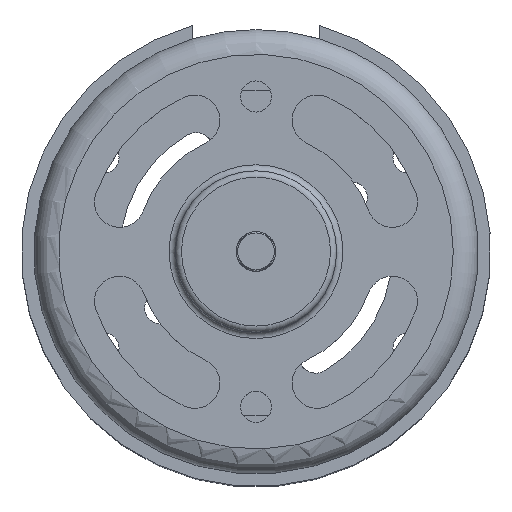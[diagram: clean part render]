
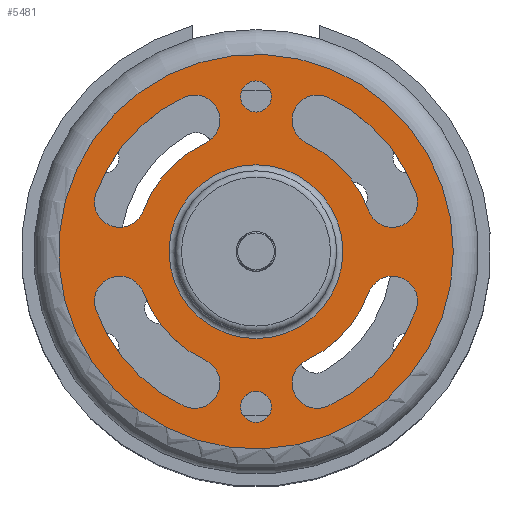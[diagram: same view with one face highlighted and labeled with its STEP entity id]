
A CAD part, top view. The second image highlights one B-rep face of the part: STEP entity #5481.
In plain terms, the highlighted planar face has unit normal (0, 0, 1).
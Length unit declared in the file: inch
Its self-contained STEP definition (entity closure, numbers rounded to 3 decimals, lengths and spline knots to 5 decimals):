
#182=FACE_BOUND('',#928,.T.);
#183=FACE_BOUND('',#929,.T.);
#184=FACE_BOUND('',#930,.T.);
#185=FACE_BOUND('',#931,.T.);
#186=FACE_BOUND('',#932,.T.);
#187=FACE_BOUND('',#933,.T.);
#188=FACE_BOUND('',#934,.T.);
#563=FACE_OUTER_BOUND('',#927,.T.);
#927=EDGE_LOOP('',(#4735));
#928=EDGE_LOOP('',(#4736,#4737,#4738,#4739));
#929=EDGE_LOOP('',(#4740,#4741,#4742,#4743));
#930=EDGE_LOOP('',(#4744));
#931=EDGE_LOOP('',(#4745));
#932=EDGE_LOOP('',(#4746,#4747,#4748,#4749));
#933=EDGE_LOOP('',(#4750,#4751,#4752,#4753));
#934=EDGE_LOOP('',(#4754));
#1997=CIRCLE('',#5817,0.38);
#1999=CIRCLE('',#5820,0.08);
#2001=CIRCLE('',#5823,0.08);
#2003=CIRCLE('',#5826,0.54);
#2005=CIRCLE('',#5829,0.38);
#2007=CIRCLE('',#5832,0.08);
#2009=CIRCLE('',#5835,0.08);
#2011=CIRCLE('',#5838,0.54);
#2013=CIRCLE('',#5841,0.04921);
#2015=CIRCLE('',#5844,0.04921);
#2017=CIRCLE('',#5847,0.54);
#2019=CIRCLE('',#5850,0.08);
#2021=CIRCLE('',#5853,0.08);
#2023=CIRCLE('',#5856,0.38);
#2025=CIRCLE('',#5859,0.38);
#2027=CIRCLE('',#5862,0.08);
#2029=CIRCLE('',#5865,0.08);
#2031=CIRCLE('',#5868,0.54);
#2101=CIRCLE('',#6006,0.62576);
#2102=CIRCLE('',#6007,0.27559);
#2416=VERTEX_POINT('',#9026);
#2417=VERTEX_POINT('',#9028);
#2419=VERTEX_POINT('',#9034);
#2421=VERTEX_POINT('',#9040);
#2424=VERTEX_POINT('',#9050);
#2425=VERTEX_POINT('',#9052);
#2427=VERTEX_POINT('',#9058);
#2429=VERTEX_POINT('',#9064);
#2431=VERTEX_POINT('',#9073);
#2433=VERTEX_POINT('',#9078);
#2436=VERTEX_POINT('',#9084);
#2437=VERTEX_POINT('',#9086);
#2439=VERTEX_POINT('',#9092);
#2441=VERTEX_POINT('',#9098);
#2444=VERTEX_POINT('',#9108);
#2445=VERTEX_POINT('',#9110);
#2447=VERTEX_POINT('',#9116);
#2449=VERTEX_POINT('',#9122);
#2559=VERTEX_POINT('',#9580);
#2560=VERTEX_POINT('',#9582);
#3085=EDGE_CURVE('',#2417,#2416,#1997,.T.);
#3089=EDGE_CURVE('',#2416,#2419,#1999,.T.);
#3091=EDGE_CURVE('',#2421,#2417,#2001,.T.);
#3094=EDGE_CURVE('',#2419,#2421,#2003,.T.);
#3097=EDGE_CURVE('',#2425,#2424,#2005,.T.);
#3101=EDGE_CURVE('',#2424,#2427,#2007,.T.);
#3103=EDGE_CURVE('',#2429,#2425,#2009,.T.);
#3106=EDGE_CURVE('',#2427,#2429,#2011,.T.);
#3108=EDGE_CURVE('',#2431,#2431,#2013,.T.);
#3110=EDGE_CURVE('',#2433,#2433,#2015,.T.);
#3113=EDGE_CURVE('',#2437,#2436,#2017,.T.);
#3117=EDGE_CURVE('',#2436,#2439,#2019,.T.);
#3119=EDGE_CURVE('',#2441,#2437,#2021,.T.);
#3122=EDGE_CURVE('',#2439,#2441,#2023,.T.);
#3125=EDGE_CURVE('',#2445,#2444,#2025,.T.);
#3129=EDGE_CURVE('',#2444,#2447,#2027,.T.);
#3131=EDGE_CURVE('',#2449,#2445,#2029,.T.);
#3134=EDGE_CURVE('',#2447,#2449,#2031,.T.);
#3306=EDGE_CURVE('',#2559,#2559,#2101,.T.);
#3307=EDGE_CURVE('',#2560,#2560,#2102,.T.);
#4735=ORIENTED_EDGE('',*,*,#3306,.F.);
#4736=ORIENTED_EDGE('',*,*,#3091,.T.);
#4737=ORIENTED_EDGE('',*,*,#3085,.T.);
#4738=ORIENTED_EDGE('',*,*,#3089,.T.);
#4739=ORIENTED_EDGE('',*,*,#3094,.T.);
#4740=ORIENTED_EDGE('',*,*,#3103,.T.);
#4741=ORIENTED_EDGE('',*,*,#3097,.T.);
#4742=ORIENTED_EDGE('',*,*,#3101,.T.);
#4743=ORIENTED_EDGE('',*,*,#3106,.T.);
#4744=ORIENTED_EDGE('',*,*,#3108,.T.);
#4745=ORIENTED_EDGE('',*,*,#3110,.T.);
#4746=ORIENTED_EDGE('',*,*,#3119,.T.);
#4747=ORIENTED_EDGE('',*,*,#3113,.T.);
#4748=ORIENTED_EDGE('',*,*,#3117,.T.);
#4749=ORIENTED_EDGE('',*,*,#3122,.T.);
#4750=ORIENTED_EDGE('',*,*,#3131,.T.);
#4751=ORIENTED_EDGE('',*,*,#3125,.T.);
#4752=ORIENTED_EDGE('',*,*,#3129,.T.);
#4753=ORIENTED_EDGE('',*,*,#3134,.T.);
#4754=ORIENTED_EDGE('',*,*,#3307,.F.);
#5182=PLANE('',#6005);
#5481=ADVANCED_FACE('',(#563,#182,#183,#184,#185,#186,#187,#188),#5182,
 .F.);
#5817=AXIS2_PLACEMENT_3D('',#9029,#6910,#6911);
#5820=AXIS2_PLACEMENT_3D('',#9036,#6918,#6919);
#5823=AXIS2_PLACEMENT_3D('',#9041,#6924,#6925);
#5826=AXIS2_PLACEMENT_3D('',#9045,#6931,#6932);
#5829=AXIS2_PLACEMENT_3D('',#9053,#6938,#6939);
#5832=AXIS2_PLACEMENT_3D('',#9060,#6946,#6947);
#5835=AXIS2_PLACEMENT_3D('',#9065,#6952,#6953);
#5838=AXIS2_PLACEMENT_3D('',#9069,#6959,#6960);
#5841=AXIS2_PLACEMENT_3D('',#9074,#6965,#6966);
#5844=AXIS2_PLACEMENT_3D('',#9079,#6971,#6972);
#5847=AXIS2_PLACEMENT_3D('',#9087,#6978,#6979);
#5850=AXIS2_PLACEMENT_3D('',#9094,#6986,#6987);
#5853=AXIS2_PLACEMENT_3D('',#9099,#6992,#6993);
#5856=AXIS2_PLACEMENT_3D('',#9103,#6999,#7000);
#5859=AXIS2_PLACEMENT_3D('',#9111,#7006,#7007);
#5862=AXIS2_PLACEMENT_3D('',#9118,#7014,#7015);
#5865=AXIS2_PLACEMENT_3D('',#9123,#7020,#7021);
#5868=AXIS2_PLACEMENT_3D('',#9127,#7027,#7028);
#6005=AXIS2_PLACEMENT_3D('',#9579,#7391,#7392);
#6006=AXIS2_PLACEMENT_3D('',#9581,#7393,#7394);
#6007=AXIS2_PLACEMENT_3D('',#9583,#7395,#7396);
#6910=DIRECTION('center_axis',(0.,0.,1.));
#6911=DIRECTION('ref_axis',(0.423,-0.906,0.));
#6918=DIRECTION('center_axis',(0.,0.,-1.));
#6919=DIRECTION('ref_axis',(-0.94,0.342,0.));
#6924=DIRECTION('center_axis',(0.,0.,-1.));
#6925=DIRECTION('ref_axis',(0.423,-0.906,0.));
#6931=DIRECTION('center_axis',(0.,0.,-1.));
#6932=DIRECTION('ref_axis',(-0.423,0.906,0.));
#6938=DIRECTION('center_axis',(0.,0.,1.));
#6939=DIRECTION('ref_axis',(0.94,0.342,0.));
#6946=DIRECTION('center_axis',(0.,0.,-1.));
#6947=DIRECTION('ref_axis',(-0.423,-0.906,0.));
#6952=DIRECTION('center_axis',(0.,0.,-1.));
#6953=DIRECTION('ref_axis',(0.94,0.342,0.));
#6959=DIRECTION('center_axis',(0.,0.,-1.));
#6960=DIRECTION('ref_axis',(-0.94,-0.342,0.));
#6965=DIRECTION('center_axis',(0.,0.,-1.));
#6966=DIRECTION('ref_axis',(-1.,0.,0.));
#6971=DIRECTION('center_axis',(0.,0.,-1.));
#6972=DIRECTION('ref_axis',(-1.,0.,0.));
#6978=DIRECTION('center_axis',(0.,0.,-1.));
#6979=DIRECTION('ref_axis',(0.94,0.342,0.));
#6986=DIRECTION('center_axis',(0.,0.,-1.));
#6987=DIRECTION('ref_axis',(-0.94,-0.342,0.));
#6992=DIRECTION('center_axis',(0.,0.,-1.));
#6993=DIRECTION('ref_axis',(0.423,0.906,0.));
#6999=DIRECTION('center_axis',(0.,0.,1.));
#7000=DIRECTION('ref_axis',(-0.94,-0.342,0.));
#7006=DIRECTION('center_axis',(0.,0.,1.));
#7007=DIRECTION('ref_axis',(-0.423,0.906,0.));
#7014=DIRECTION('center_axis',(0.,0.,-1.));
#7015=DIRECTION('ref_axis',(0.94,-0.342,0.));
#7020=DIRECTION('center_axis',(0.,0.,-1.));
#7021=DIRECTION('ref_axis',(-0.423,0.906,0.));
#7027=DIRECTION('center_axis',(0.,0.,-1.));
#7028=DIRECTION('ref_axis',(0.423,-0.906,0.));
#7391=DIRECTION('center_axis',(0.,0.,-1.));
#7392=DIRECTION('ref_axis',(-1.,0.,0.));
#7393=DIRECTION('center_axis',(0.,0.,-1.));
#7394=DIRECTION('ref_axis',(-1.,0.,0.));
#7395=DIRECTION('center_axis',(0.,0.,1.));
#7396=DIRECTION('ref_axis',(-1.,0.,0.));
#9026=CARTESIAN_POINT('',(0.35708,-0.12997,1.12));
#9028=CARTESIAN_POINT('',(0.16059,-0.3444,1.12));
#9029=CARTESIAN_POINT('Origin',(0.,0.,1.12));
#9034=CARTESIAN_POINT('',(0.50743,-0.18469,1.12));
#9036=CARTESIAN_POINT('Origin',(0.43226,-0.15733,1.12));
#9040=CARTESIAN_POINT('',(0.22821,-0.48941,1.12));
#9041=CARTESIAN_POINT('Origin',(0.1944,-0.4169,1.12));
#9045=CARTESIAN_POINT('Origin',(0.,0.,1.12));
#9050=CARTESIAN_POINT('',(0.16059,0.3444,1.12));
#9052=CARTESIAN_POINT('',(0.35708,0.12997,1.12));
#9053=CARTESIAN_POINT('Origin',(0.,0.,1.12));
#9058=CARTESIAN_POINT('',(0.22821,0.48941,1.12));
#9060=CARTESIAN_POINT('Origin',(0.1944,0.4169,1.12));
#9064=CARTESIAN_POINT('',(0.50743,0.18469,1.12));
#9065=CARTESIAN_POINT('Origin',(0.43226,0.15733,1.12));
#9069=CARTESIAN_POINT('Origin',(0.,0.,1.12));
#9073=CARTESIAN_POINT('',(0.04921,0.49213,1.12));
#9074=CARTESIAN_POINT('Origin',(0.,0.49213,1.12));
#9078=CARTESIAN_POINT('',(0.04921,-0.49213,1.12));
#9079=CARTESIAN_POINT('Origin',(0.,-0.49213,1.12));
#9084=CARTESIAN_POINT('',(-0.50743,-0.18469,1.12));
#9086=CARTESIAN_POINT('',(-0.22821,-0.48941,1.12));
#9087=CARTESIAN_POINT('Origin',(0.,0.,1.12));
#9092=CARTESIAN_POINT('',(-0.35708,-0.12997,1.12));
#9094=CARTESIAN_POINT('Origin',(-0.43226,-0.15733,1.12));
#9098=CARTESIAN_POINT('',(-0.16059,-0.3444,1.12));
#9099=CARTESIAN_POINT('Origin',(-0.1944,-0.4169,1.12));
#9103=CARTESIAN_POINT('Origin',(0.,0.,1.12));
#9108=CARTESIAN_POINT('',(-0.35708,0.12997,1.12));
#9110=CARTESIAN_POINT('',(-0.16059,0.3444,1.12));
#9111=CARTESIAN_POINT('Origin',(0.,0.,1.12));
#9116=CARTESIAN_POINT('',(-0.50743,0.18469,1.12));
#9118=CARTESIAN_POINT('Origin',(-0.43226,0.15733,1.12));
#9122=CARTESIAN_POINT('',(-0.22821,0.48941,1.12));
#9123=CARTESIAN_POINT('Origin',(-0.1944,0.4169,1.12));
#9127=CARTESIAN_POINT('Origin',(0.,0.,1.12));
#9579=CARTESIAN_POINT('Origin',(0.,0.,1.12));
#9580=CARTESIAN_POINT('',(0.62576,0.,1.12));
#9581=CARTESIAN_POINT('Origin',(0.,0.,1.12));
#9582=CARTESIAN_POINT('',(0.27559,0.,1.12));
#9583=CARTESIAN_POINT('Origin',(0.,0.,1.12));
